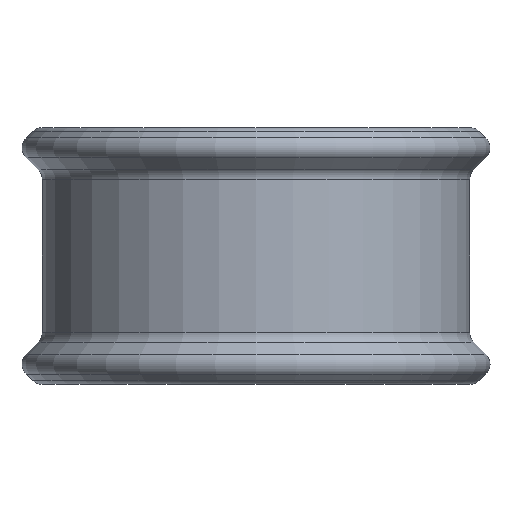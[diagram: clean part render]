
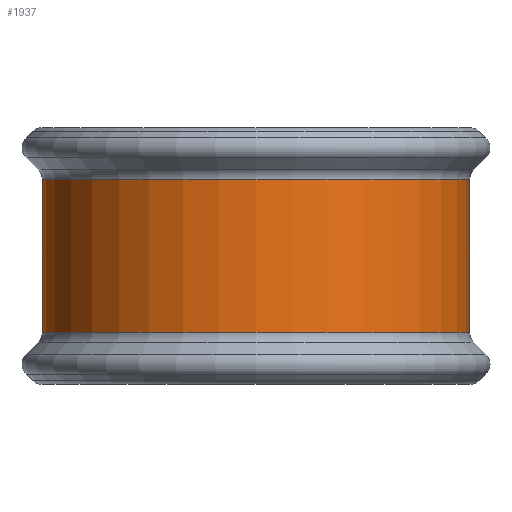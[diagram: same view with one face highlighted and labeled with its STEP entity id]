
A CAD part, front view. The second image highlights one B-rep face of the part: STEP entity #1937.
In plain terms, the highlighted cylindrical face has radius 11.709 mm (diameter 23.419 mm), a partial arc.
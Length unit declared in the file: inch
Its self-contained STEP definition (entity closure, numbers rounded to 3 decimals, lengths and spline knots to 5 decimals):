
#94 = EDGE_CURVE ( 'NONE', #5875, #719, #3741, .T. ) ;
#299 = DIRECTION ( 'NONE',  ( -1., 0., 0. ) ) ;
#719 = VERTEX_POINT ( 'NONE', #5773 ) ;
#1051 = FACE_OUTER_BOUND ( 'NONE', #5324, .T. ) ;
#1256 = VECTOR ( 'NONE', #3539, 39.37008 ) ;
#1276 = CARTESIAN_POINT ( 'NONE',  ( 0.406, -0.32, -0.16479 ) ) ;
#1297 = CARTESIAN_POINT ( 'NONE',  ( 0.406, -0.781, 0. ) ) ;
#1462 = AXIS2_PLACEMENT_3D ( 'NONE', #1297, #5093, #2272 ) ;
#1588 = DIRECTION ( 'NONE',  ( 0., 0., 1. ) ) ;
#1937 = ADVANCED_FACE ( 'NONE', ( #1051 ), #5341, .T. ) ;
#2113 = CARTESIAN_POINT ( 'NONE',  ( 0.406, -0.781, 0.16479 ) ) ;
#2128 = VECTOR ( 'NONE', #1588, 39.37008 ) ;
#2272 = DIRECTION ( 'NONE',  ( -1., 0., 0. ) ) ;
#2480 = ORIENTED_EDGE ( 'NONE', *, *, #94, .F. ) ;
#2549 = ORIENTED_EDGE ( 'NONE', *, *, #3723, .T. ) ;
#2587 = DIRECTION ( 'NONE',  ( -1., 0., 0. ) ) ;
#2599 = VERTEX_POINT ( 'NONE', #4118 ) ;
#2997 = CARTESIAN_POINT ( 'NONE',  ( -0.055, -0.781, 0.16479 ) ) ;
#3030 = ORIENTED_EDGE ( 'NONE', *, *, #3907, .T. ) ;
#3056 = CARTESIAN_POINT ( 'NONE',  ( 0.406, -0.32, 0.16479 ) ) ;
#3106 = DIRECTION ( 'NONE',  ( 0., 0., -1. ) ) ;
#3166 = EDGE_CURVE ( 'NONE', #719, #5507, #3379, .T. ) ;
#3379 = LINE ( 'NONE', #2997, #2128 ) ;
#3539 = DIRECTION ( 'NONE',  ( 0., 0., 1. ) ) ;
#3723 = EDGE_CURVE ( 'NONE', #2599, #5507, #5517, .T. ) ;
#3741 = CIRCLE ( 'NONE', #4720, 0.461 ) ;
#3836 = ORIENTED_EDGE ( 'NONE', *, *, #3166, .F. ) ;
#3907 = EDGE_CURVE ( 'NONE', #5875, #2599, #4726, .T. ) ;
#4118 = CARTESIAN_POINT ( 'NONE',  ( 0.406, -0.32, 0.16479 ) ) ;
#4720 = AXIS2_PLACEMENT_3D ( 'NONE', #5938, #3106, #299 ) ;
#4726 = LINE ( 'NONE', #3056, #1256 ) ;
#4734 = AXIS2_PLACEMENT_3D ( 'NONE', #2113, #5415, #2587 ) ;
#4966 = CARTESIAN_POINT ( 'NONE',  ( -0.055, -0.781, 0.16479 ) ) ;
#5093 = DIRECTION ( 'NONE',  ( 0., 0., -1. ) ) ;
#5324 = EDGE_LOOP ( 'NONE', ( #3030, #2549, #3836, #2480 ) ) ;
#5341 = CYLINDRICAL_SURFACE ( 'NONE', #1462, 0.461 ) ;
#5415 = DIRECTION ( 'NONE',  ( 0., 0., -1. ) ) ;
#5507 = VERTEX_POINT ( 'NONE', #4966 ) ;
#5517 = CIRCLE ( 'NONE', #4734, 0.461 ) ;
#5773 = CARTESIAN_POINT ( 'NONE',  ( -0.055, -0.781, -0.16479 ) ) ;
#5875 = VERTEX_POINT ( 'NONE', #1276 ) ;
#5938 = CARTESIAN_POINT ( 'NONE',  ( 0.406, -0.781, -0.16479 ) ) ;
